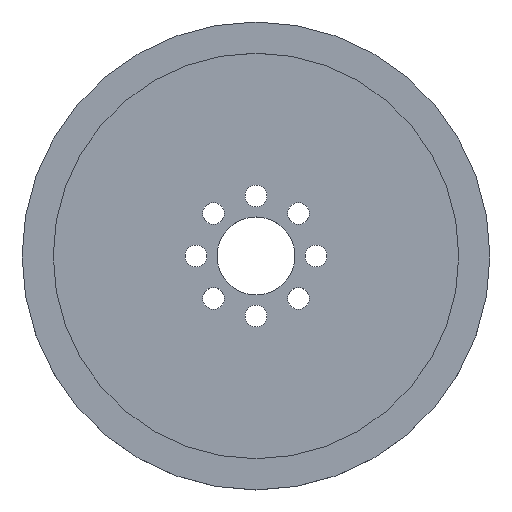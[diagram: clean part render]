
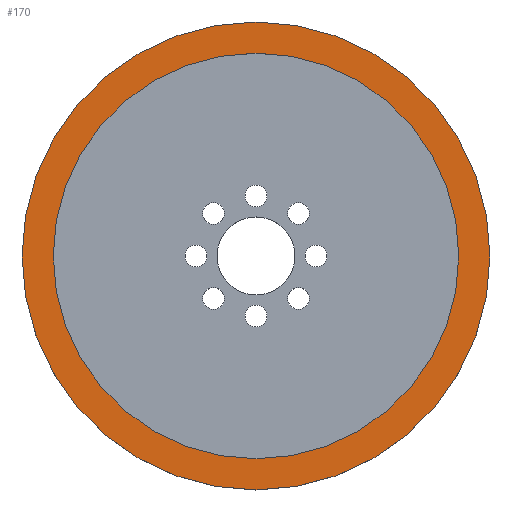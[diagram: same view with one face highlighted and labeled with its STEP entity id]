
A CAD part, top view. The second image highlights one B-rep face of the part: STEP entity #170.
In plain terms, the highlighted planar face has unit normal (0, 0, 1).
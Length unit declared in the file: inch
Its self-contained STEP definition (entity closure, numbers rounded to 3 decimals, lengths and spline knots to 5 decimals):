
#11 = EDGE_CURVE ( 'NONE', #288, #316, #216, .T. ) ;
#20 = CARTESIAN_POINT ( 'NONE',  ( -1.3, 0., 0.115 ) ) ;
#33 = EDGE_CURVE ( 'NONE', #340, #412, #192, .T. ) ;
#84 = DIRECTION ( 'NONE',  ( 0., 0., 1. ) ) ;
#96 = DIRECTION ( 'NONE',  ( 0., 0., 1. ) ) ;
#111 = CARTESIAN_POINT ( 'NONE',  ( 0., 0., 0.115 ) ) ;
#124 = CIRCLE ( 'NONE', #493, 1.3 ) ;
#170 = ADVANCED_FACE ( 'NONE', ( #498, #202 ), #353, .T. ) ;
#176 = CIRCLE ( 'NONE', #581, 1.5 ) ;
#192 = CIRCLE ( 'NONE', #954, 1.3 ) ;
#196 = ORIENTED_EDGE ( 'NONE', *, *, #993, .F. ) ;
#202 = FACE_BOUND ( 'NONE', #655, .T. ) ;
#216 = CIRCLE ( 'NONE', #959, 1.5 ) ;
#238 = CARTESIAN_POINT ( 'NONE',  ( 1.5, 0., 0.115 ) ) ;
#288 = VERTEX_POINT ( 'NONE', #238 ) ;
#300 = CARTESIAN_POINT ( 'NONE',  ( 1.3, 0., 0.115 ) ) ;
#316 = VERTEX_POINT ( 'NONE', #851 ) ;
#340 = VERTEX_POINT ( 'NONE', #20 ) ;
#353 = PLANE ( 'NONE',  #821 ) ;
#367 = DIRECTION ( 'NONE',  ( 0., 0., 1. ) ) ;
#411 = CARTESIAN_POINT ( 'NONE',  ( 0., 0., 0.115 ) ) ;
#412 = VERTEX_POINT ( 'NONE', #300 ) ;
#442 = DIRECTION ( 'NONE',  ( 0., 0., 1. ) ) ;
#484 = ORIENTED_EDGE ( 'NONE', *, *, #33, .F. ) ;
#491 = DIRECTION ( 'NONE',  ( 1., 0., 0. ) ) ;
#493 = AXIS2_PLACEMENT_3D ( 'NONE', #592, #96, #669 ) ;
#498 = FACE_OUTER_BOUND ( 'NONE', #889, .T. ) ;
#546 = ORIENTED_EDGE ( 'NONE', *, *, #967, .T. ) ;
#581 = AXIS2_PLACEMENT_3D ( 'NONE', #854, #367, #905 ) ;
#585 = CARTESIAN_POINT ( 'NONE',  ( 0., 0., 0.115 ) ) ;
#592 = CARTESIAN_POINT ( 'NONE',  ( 0., 0., 0.115 ) ) ;
#655 = EDGE_LOOP ( 'NONE', ( #484, #196 ) ) ;
#669 = DIRECTION ( 'NONE',  ( 1., 0., 0. ) ) ;
#759 = ORIENTED_EDGE ( 'NONE', *, *, #11, .T. ) ;
#821 = AXIS2_PLACEMENT_3D ( 'NONE', #111, #442, #957 ) ;
#851 = CARTESIAN_POINT ( 'NONE',  ( -1.5, 0., 0.115 ) ) ;
#854 = CARTESIAN_POINT ( 'NONE',  ( 0., 0., 0.115 ) ) ;
#889 = EDGE_LOOP ( 'NONE', ( #546, #759 ) ) ;
#905 = DIRECTION ( 'NONE',  ( 1., 0., 0. ) ) ;
#939 = DIRECTION ( 'NONE',  ( 0., 0., 1. ) ) ;
#948 = DIRECTION ( 'NONE',  ( 1., 0., 0. ) ) ;
#954 = AXIS2_PLACEMENT_3D ( 'NONE', #585, #84, #948 ) ;
#957 = DIRECTION ( 'NONE',  ( 1., 0., 0. ) ) ;
#959 = AXIS2_PLACEMENT_3D ( 'NONE', #411, #939, #491 ) ;
#967 = EDGE_CURVE ( 'NONE', #316, #288, #176, .T. ) ;
#993 = EDGE_CURVE ( 'NONE', #412, #340, #124, .T. ) ;
